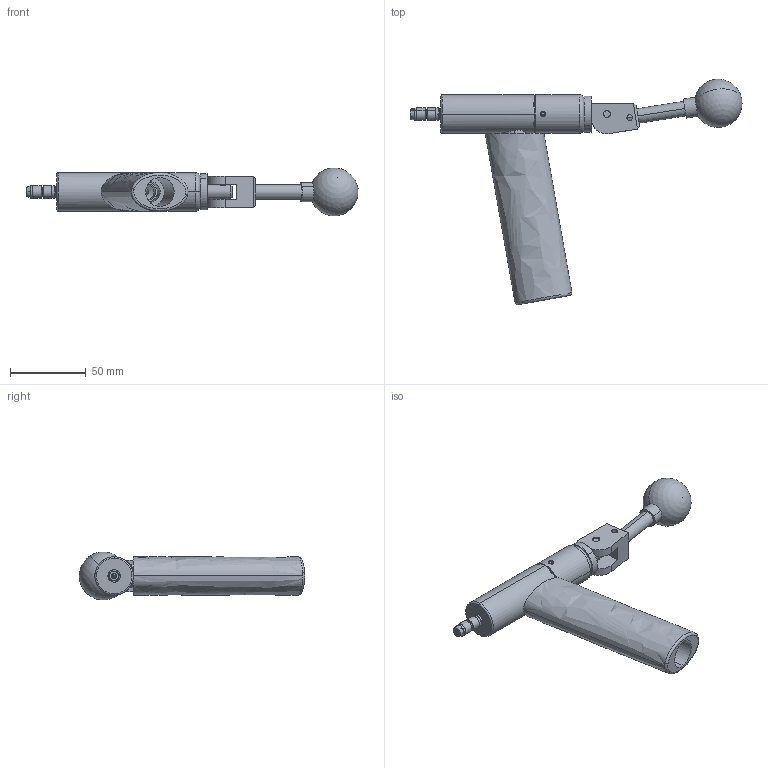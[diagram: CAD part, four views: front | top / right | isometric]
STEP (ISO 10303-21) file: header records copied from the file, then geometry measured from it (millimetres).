
FILE_DESCRIPTION (( 'STEP AP214' ), '1' );
FILE_NAME ('CTSC-003425.STEP', '2025-05-21T12:02:30', ( '' ), ( '' ), 'SwSTEP 2.0', 'SolidWorks 2023', '' );
FILE_SCHEMA (( 'AUTOMOTIVE_DESIGN' ));
Length unit declared in the file: inch
Products named in the file (1): CTSC-003425
Bounding box: 219.06 x 148.69 x 31.61 mm (x, y, z)
Volume: 149468.5 mm3; surface area: 47077.6 mm2
Topology: 12 solids, 12 shells, 292 faces, 687 edges, 430 vertices
Faces by surface type: cylinder 126, plane 100, cone 44, torus 13, bspline 7, sphere 2
Entity records: 13878 total; most frequent: CARTESIAN_POINT 3559, DIRECTION 1408, ORIENTED_EDGE 1344, EDGE_CURVE 672, AXIS2_PLACEMENT_3D 581, VERTEX_POINT 423, EDGE_LOOP 333, CIRCLE 296
